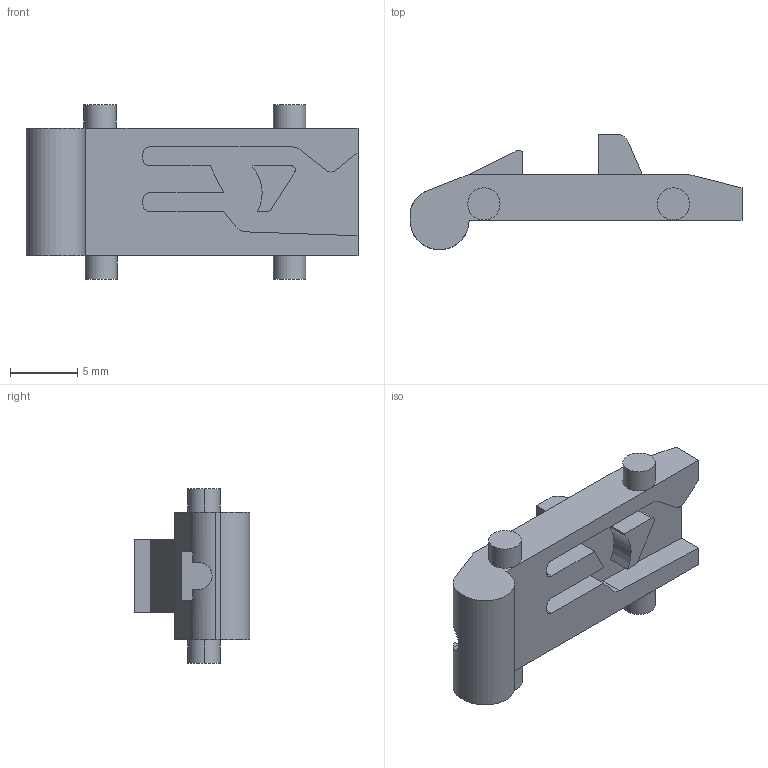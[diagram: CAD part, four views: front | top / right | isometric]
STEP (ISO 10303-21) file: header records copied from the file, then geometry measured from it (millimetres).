
FILE_DESCRIPTION (( 'STEP AP203' ), '1' );
FILE_NAME ('Klemmhalter.step', '2017-06-22T15:55:50', ( '' ), ( '' ), 'SwSTEP 2.0', 'SolidWorks 2016', '' );
FILE_SCHEMA (( 'CONFIG_CONTROL_DESIGN' ));
Length unit declared in the file: millimetre
Products named in the file (1): Klemmhalter
Bounding box: 24.7 x 8.6 x 13 mm (x, y, z)
Surface area: 947.3 mm2 (no closed solid volume)
Topology: 0 solids, 1 shells, 69 faces, 189 edges, 124 vertices
Faces by surface type: plane 45, cylinder 24
Entity records: 2284 total; most frequent: CARTESIAN_POINT 402, DIRECTION 383, ORIENTED_EDGE 378, EDGE_CURVE 189, VECTOR 133, LINE 133, AXIS2_PLACEMENT_3D 125, VERTEX_POINT 124
